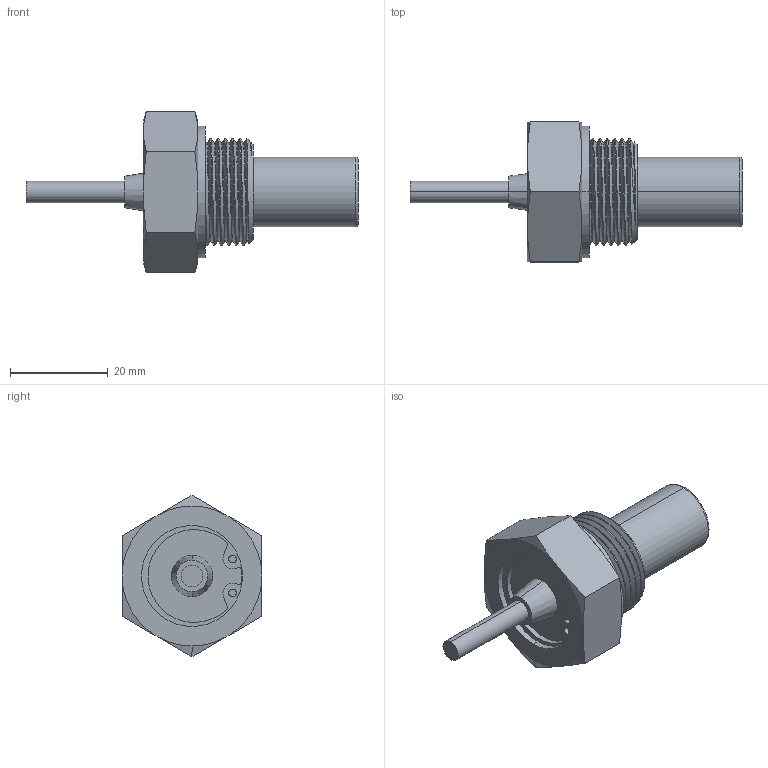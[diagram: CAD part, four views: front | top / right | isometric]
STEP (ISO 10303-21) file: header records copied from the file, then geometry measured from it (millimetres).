
FILE_DESCRIPTION (( 'STEP AP214' ), '1' );
FILE_NAME ('IndustrialSensor-with ve quick-M22.STEP', '2025-08-27T23:29:42', ( '' ), ( '' ), 'SwSTEP 2.0', 'SolidWorks 2025', '' );
FILE_SCHEMA (( 'AUTOMOTIVE_DESIGN' ));
Length unit declared in the file: inch
Products named in the file (1): IndustrialSensor-with ve quick-M22
Bounding box: 67.82 x 28.57 x 33 mm (x, y, z)
Volume: 14532.6 mm3; surface area: 9233.1 mm2
Topology: 8 solids, 8 shells, 155 faces, 354 edges, 219 vertices
Faces by surface type: cylinder 65, torus 34, plane 30, cone 24, bspline 2
Entity records: 5490 total; most frequent: CARTESIAN_POINT 1973, DIRECTION 738, ORIENTED_EDGE 708, EDGE_CURVE 354, AXIS2_PLACEMENT_3D 323, VERTEX_POINT 219, EDGE_LOOP 171, CIRCLE 169
